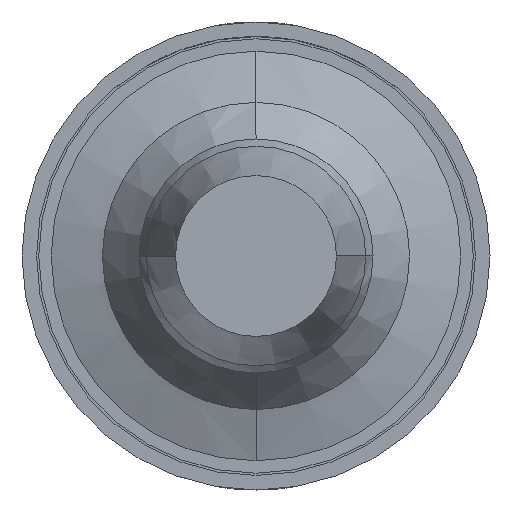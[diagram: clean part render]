
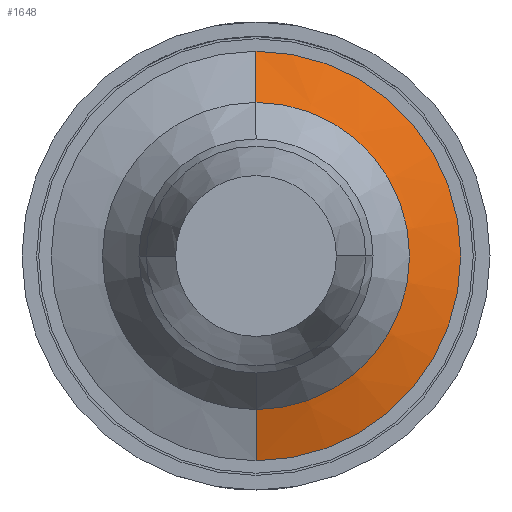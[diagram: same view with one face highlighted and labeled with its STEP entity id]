
A CAD part, front view. The second image highlights one B-rep face of the part: STEP entity #1648.
In plain terms, the highlighted conical face has half-angle 71.565 degrees and reference radius 0.8 mm.
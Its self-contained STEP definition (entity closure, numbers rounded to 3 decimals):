
#175 = VECTOR ( 'NONE', #6467, 1000. ) ;
#230 = CARTESIAN_POINT ( 'NONE',  ( 0., -41.6, 0. ) ) ;
#792 = CARTESIAN_POINT ( 'NONE',  ( 0., -41.6, 0.8 ) ) ;
#813 = ORIENTED_EDGE ( 'NONE', *, *, #3468, .T. ) ;
#816 = DIRECTION ( 'NONE',  ( 0., 0., -1. ) ) ;
#1008 = VECTOR ( 'NONE', #4385, 1000. ) ;
#1070 = EDGE_CURVE ( 'Defeature ausgef�hrt1_40+Defeature ausgef�hrt1_39+Defeature ausgef�hrt1_39+Defeature ausgef�hrt1_39', #3830, #2124, #6772, .T. ) ;
#1177 = CONICAL_SURFACE ( 'NONE', #2311, 0.8, 1.249 ) ;
#1369 = EDGE_CURVE ( 'NONE', #5028, #3830, #5574, .T. ) ;
#1499 = FACE_OUTER_BOUND ( 'NONE', #6737, .T. ) ;
#1648 = ADVANCED_FACE ( 'Defeature ausgef�hrt1_39', ( #1499 ), #1177, .T. ) ;
#1719 = DIRECTION ( 'NONE',  ( 0., 1., 0. ) ) ;
#1741 = DIRECTION ( 'NONE',  ( 0., 0., -1. ) ) ;
#2124 = VERTEX_POINT ( 'NONE', #5943 ) ;
#2311 = AXIS2_PLACEMENT_3D ( 'NONE', #4315, #1719, #1741 ) ;
#2786 = CARTESIAN_POINT ( 'NONE',  ( 0., -41.6, -0.8 ) ) ;
#2861 = DIRECTION ( 'NONE',  ( 0., 1., 0. ) ) ;
#3402 = LINE ( 'NONE', #2786, #175 ) ;
#3468 = EDGE_CURVE ( 'NONE', #6018, #2124, #3402, .T. ) ;
#3490 = CARTESIAN_POINT ( 'NONE',  ( 0., -41.6, -0.8 ) ) ;
#3588 = ORIENTED_EDGE ( 'NONE', *, *, #1070, .F. ) ;
#3746 = CIRCLE ( 'NONE', #4852, 0.8 ) ;
#3830 = VERTEX_POINT ( 'NONE', #4641 ) ;
#3867 = CARTESIAN_POINT ( 'NONE',  ( 0., -41.4, 0. ) ) ;
#3897 = DIRECTION ( 'NONE',  ( 0., 0., -1. ) ) ;
#4072 = CARTESIAN_POINT ( 'NONE',  ( 0., -41.6, 0.8 ) ) ;
#4315 = CARTESIAN_POINT ( 'NONE',  ( 0., -41.6, 0. ) ) ;
#4385 = DIRECTION ( 'NONE',  ( 0., 0.316, 0.949 ) ) ;
#4641 = CARTESIAN_POINT ( 'NONE',  ( 0., -41.4, 1.4 ) ) ;
#4677 = AXIS2_PLACEMENT_3D ( 'NONE', #3867, #2861, #816 ) ;
#4842 = EDGE_CURVE ( 'Defeature ausgef�hrt1_39+Defeature ausgef�hrt1_38+Defeature ausgef�hrt1_38+Defeature ausgef�hrt1_38', #5028, #6018, #3746, .T. ) ;
#4852 = AXIS2_PLACEMENT_3D ( 'NONE', #230, #4933, #3897 ) ;
#4933 = DIRECTION ( 'NONE',  ( 0., 1., 0. ) ) ;
#5028 = VERTEX_POINT ( 'NONE', #4072 ) ;
#5574 = LINE ( 'NONE', #792, #1008 ) ;
#5886 = ORIENTED_EDGE ( 'NONE', *, *, #4842, .T. ) ;
#5943 = CARTESIAN_POINT ( 'NONE',  ( 0., -41.4, -1.4 ) ) ;
#6018 = VERTEX_POINT ( 'NONE', #3490 ) ;
#6440 = ORIENTED_EDGE ( 'NONE', *, *, #1369, .F. ) ;
#6467 = DIRECTION ( 'NONE',  ( 0., 0.316, -0.949 ) ) ;
#6737 = EDGE_LOOP ( 'NONE', ( #6440, #5886, #813, #3588 ) ) ;
#6772 = CIRCLE ( 'NONE', #4677, 1.4 ) ;
